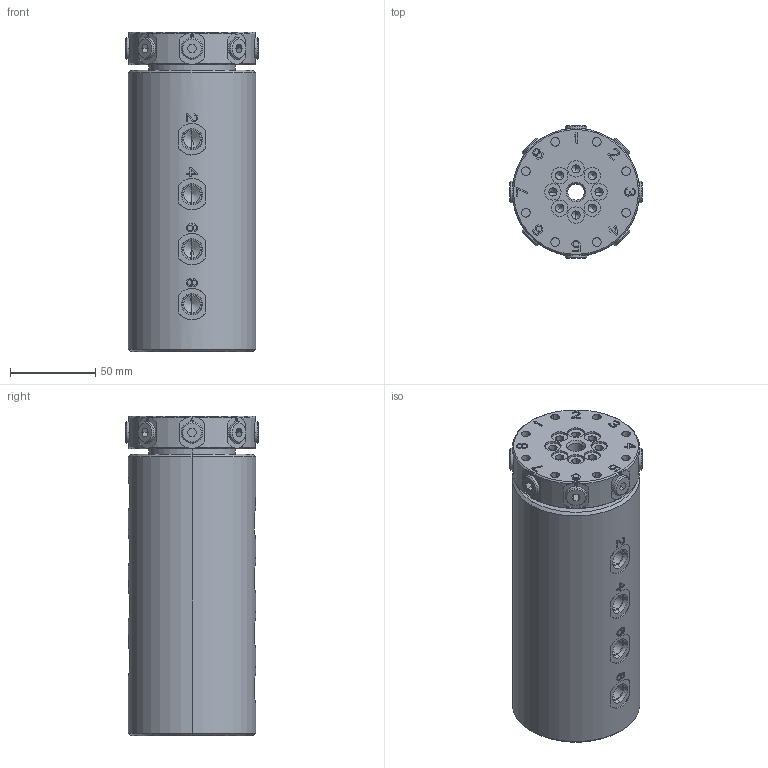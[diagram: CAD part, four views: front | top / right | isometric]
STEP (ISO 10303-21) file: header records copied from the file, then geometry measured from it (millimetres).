
FILE_DESCRIPTION((''),'2;1');
FILE_NAME('ILC32824801','2023-02-19T08:52:36',('Jweaver'),(''),'CREO PARAMETRIC BY PTC INC, 2021164','CREO PARAMETRIC BY PTC INC, 2021164','');
FILE_SCHEMA(('AUTOMOTIVE_DESIGN { 1 0 10303 214 1 1 1 1 }'));
Length unit declared in the file: inch
Products named in the file (1): ILC32824801
Bounding box: 77.64 x 77.64 x 186.94 mm (x, y, z)
Volume: 770497.6 mm3; surface area: 73622.8 mm2
Topology: 1 solids, 1 shells, 1220 faces, 3389 edges, 2229 vertices
Faces by surface type: plane 972, cylinder 152, cone 92, torus 4
Entity records: 40225 total; most frequent: CARTESIAN_POINT 8000, ORIENTED_EDGE 6686, DIRECTION 5970, EDGE_CURVE 3343, VECTOR 2695, LINE 2695, VERTEX_POINT 2229, AXIS2_PLACEMENT_3D 1636
